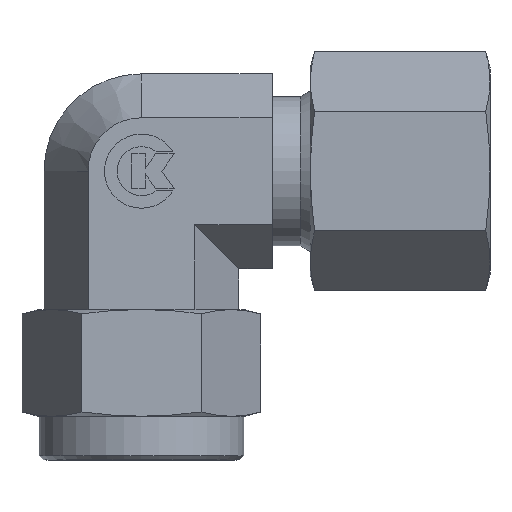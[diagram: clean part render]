
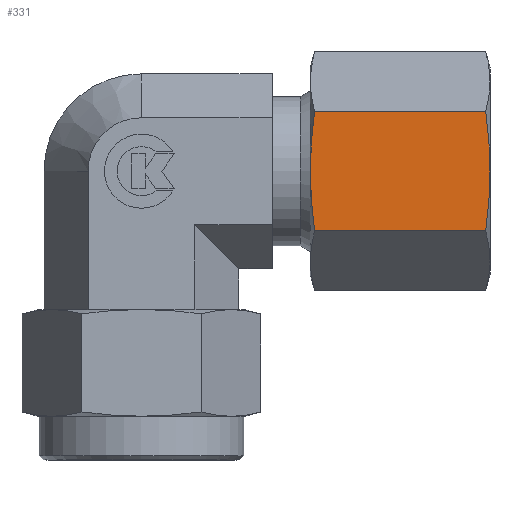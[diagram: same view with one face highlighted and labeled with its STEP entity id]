
A CAD part, top view. The second image highlights one B-rep face of the part: STEP entity #331.
In plain terms, the highlighted planar face has unit normal (0, 0, 1).
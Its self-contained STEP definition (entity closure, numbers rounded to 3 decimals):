
#331 = ADVANCED_FACE( '', ( #690 ), #691, .F. );
#690 = FACE_OUTER_BOUND( '', #1079, .T. );
#691 = PLANE( '', #1080 );
#1079 = EDGE_LOOP( '', ( #2338, #2339, #2340, #2341, #2342, #2343 ) );
#1080 = AXIS2_PLACEMENT_3D( '', #2344, #2345, #2346 );
#2338 = ORIENTED_EDGE( '', *, *, #2927, .F. );
#2339 = ORIENTED_EDGE( '', *, *, #2919, .F. );
#2340 = ORIENTED_EDGE( '', *, *, #2928, .F. );
#2341 = ORIENTED_EDGE( '', *, *, #2929, .F. );
#2342 = ORIENTED_EDGE( '', *, *, #2922, .T. );
#2343 = ORIENTED_EDGE( '', *, *, #2930, .F. );
#2344 = CARTESIAN_POINT( '', ( 32., -5.485, 9.5 ) );
#2345 = DIRECTION( '', ( 0., 0., -1. ) );
#2346 = DIRECTION( '', ( 0., -1., 0. ) );
#2919 = EDGE_CURVE( '', #3577, #3579, #3580, .T. );
#2922 = EDGE_CURVE( '', #3585, #3582, #3586, .T. );
#2927 = EDGE_CURVE( '', #3579, #3592, #3593, .T. );
#2928 = EDGE_CURVE( '', #3594, #3577, #3595, .T. );
#2929 = EDGE_CURVE( '', #3585, #3594, #3596, .T. );
#2930 = EDGE_CURVE( '', #3592, #3582, #3597, .T. );
#3577 = VERTEX_POINT( '', #4862 );
#3579 = VERTEX_POINT( '', #4873 );
#3580 = LINE( '', #4874, #4875 );
#3582 = VERTEX_POINT( '', #4886 );
#3585 = VERTEX_POINT( '', #4898 );
#3586 = LINE( '', #4899, #4900 );
#3592 = VERTEX_POINT( '', #4934 );
#3593 = ( B_SPLINE_CURVE( 2, ( #4936, #4937, #4938 ), .UNSPECIFIED., .F., .F. )B_SPLINE_CURVE_WITH_KNOTS( ( 3, 3 ), ( 4.583, 10.711 ), .UNSPECIFIED. )RATIONAL_B_SPLINE_CURVE( ( 1.058, 1.068, 1. ) )BOUNDED_CURVE(  )REPRESENTATION_ITEM( '' )GEOMETRIC_REPRESENTATION_ITEM(  )CURVE(  ) );
#3594 = VERTEX_POINT( '', #4945 );
#3595 = ( B_SPLINE_CURVE( 2, ( #4947, #4948, #4949 ), .UNSPECIFIED., .F., .F. )B_SPLINE_CURVE_WITH_KNOTS( ( 3, 3 ), ( 10.711, 16.838 ), .UNSPECIFIED. )RATIONAL_B_SPLINE_CURVE( ( 1., 1.068, 1.058 ) )BOUNDED_CURVE(  )REPRESENTATION_ITEM( '' )GEOMETRIC_REPRESENTATION_ITEM(  )CURVE(  ) );
#3596 = ( B_SPLINE_CURVE( 2, ( #4957, #4958, #4959 ), .UNSPECIFIED., .F., .F. )B_SPLINE_CURVE_WITH_KNOTS( ( 3, 3 ), ( 4.583, 10.711 ), .UNSPECIFIED. )RATIONAL_B_SPLINE_CURVE( ( 1.058, 1.068, 1. ) )BOUNDED_CURVE(  )REPRESENTATION_ITEM( '' )GEOMETRIC_REPRESENTATION_ITEM(  )CURVE(  ) );
#3597 = ( B_SPLINE_CURVE( 2, ( #4967, #4968, #4969 ), .UNSPECIFIED., .F., .F. )B_SPLINE_CURVE_WITH_KNOTS( ( 3, 3 ), ( 10.711, 16.838 ), .UNSPECIFIED. )RATIONAL_B_SPLINE_CURVE( ( 1., 1.068, 1.058 ) )BOUNDED_CURVE(  )REPRESENTATION_ITEM( '' )GEOMETRIC_REPRESENTATION_ITEM(  )CURVE(  ) );
#4862 = CARTESIAN_POINT( '', ( 31.606, -5.485, 9.5 ) );
#4873 = CARTESIAN_POINT( '', ( 15.894, -5.485, 9.5 ) );
#4874 = CARTESIAN_POINT( '', ( 32., -5.485, 9.5 ) );
#4875 = VECTOR( '', #5702, 1. );
#4886 = CARTESIAN_POINT( '', ( 15.894, 5.485, 9.5 ) );
#4898 = CARTESIAN_POINT( '', ( 31.606, 5.485, 9.5 ) );
#4899 = CARTESIAN_POINT( '', ( 32., 5.485, 9.5 ) );
#4900 = VECTOR( '', #5703, 1. );
#4934 = CARTESIAN_POINT( '', ( 15.5, 0., 9.5 ) );
#4936 = CARTESIAN_POINT( '', ( 15.894, -5.485, 9.5 ) );
#4937 = CARTESIAN_POINT( '', ( 15.5, -2.546, 9.5 ) );
#4938 = CARTESIAN_POINT( '', ( 15.5, 0., 9.5 ) );
#4945 = CARTESIAN_POINT( '', ( 32., 0., 9.5 ) );
#4947 = CARTESIAN_POINT( '', ( 32., 0., 9.5 ) );
#4948 = CARTESIAN_POINT( '', ( 32., -2.546, 9.5 ) );
#4949 = CARTESIAN_POINT( '', ( 31.606, -5.485, 9.5 ) );
#4957 = CARTESIAN_POINT( '', ( 31.606, 5.485, 9.5 ) );
#4958 = CARTESIAN_POINT( '', ( 32., 2.546, 9.5 ) );
#4959 = CARTESIAN_POINT( '', ( 32., 0., 9.5 ) );
#4967 = CARTESIAN_POINT( '', ( 15.5, 0., 9.5 ) );
#4968 = CARTESIAN_POINT( '', ( 15.5, 2.546, 9.5 ) );
#4969 = CARTESIAN_POINT( '', ( 15.894, 5.485, 9.5 ) );
#5702 = DIRECTION( '', ( -1., 0., 0. ) );
#5703 = DIRECTION( '', ( -1., 0., 0. ) );
